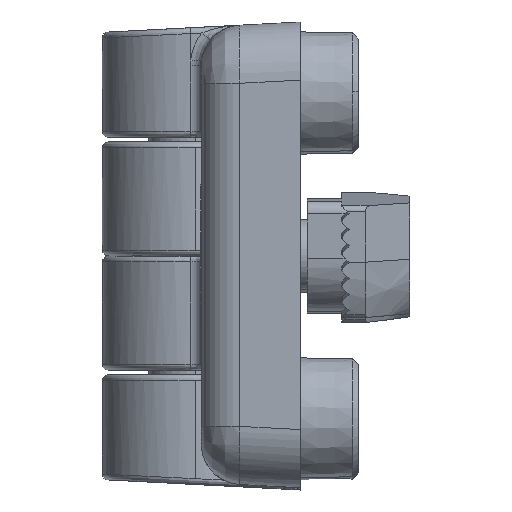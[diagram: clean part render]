
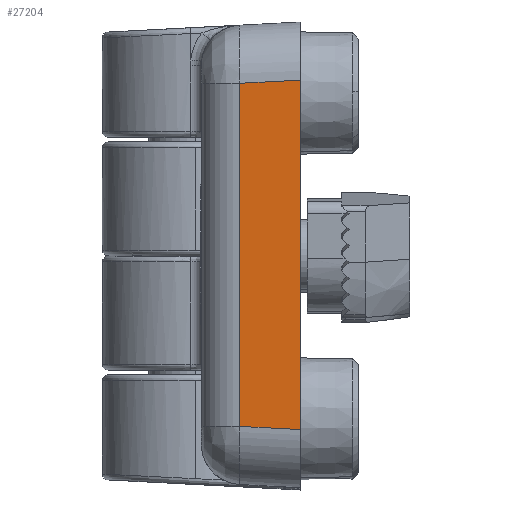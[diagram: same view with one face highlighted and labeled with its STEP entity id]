
A CAD part, left-side view. The second image highlights one B-rep face of the part: STEP entity #27204.
In plain terms, the highlighted planar face has unit normal (-0.999, 0.052, 0).
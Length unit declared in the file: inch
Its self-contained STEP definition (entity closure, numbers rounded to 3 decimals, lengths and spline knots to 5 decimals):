
#802 = CARTESIAN_POINT ( 'NONE',  ( -3.37557, -0.40838, 0.59476 ) ) ;
#2291 = DIRECTION ( 'NONE',  ( -0.052, -0.999, 0. ) ) ;
#2380 = EDGE_CURVE ( 'NONE', #30195, #23411, #41450, .T. ) ;
#2623 = EDGE_CURVE ( 'NONE', #23411, #21435, #30767, .T. ) ;
#5990 = ORIENTED_EDGE ( 'NONE', *, *, #40821, .T. ) ;
#6477 = CARTESIAN_POINT ( 'NONE',  ( -3.36488, -0.20432, -0.57619 ) ) ;
#10609 = DIRECTION ( 'NONE',  ( 0., 0., 1. ) ) ;
#12677 = CARTESIAN_POINT ( 'NONE',  ( -3.36488, -0.20432, -0.78346 ) ) ;
#16432 = ORIENTED_EDGE ( 'NONE', *, *, #2623, .F. ) ;
#17615 = CARTESIAN_POINT ( 'NONE',  ( -3.37036, -0.30896, -0.58167 ) ) ;
#17741 = ORIENTED_EDGE ( 'NONE', *, *, #40905, .T. ) ;
#18088 = EDGE_LOOP ( 'NONE', ( #34976, #5990, #17741, #16432 ) ) ;
#19581 = VERTEX_POINT ( 'NONE', #23271 ) ;
#21168 = DIRECTION ( 'NONE',  ( 0.052, 0.997, -0.052 ) ) ;
#21435 = VERTEX_POINT ( 'NONE', #24106 ) ;
#21742 = VECTOR ( 'NONE', #39525, 39.37008 ) ;
#21959 = LINE ( 'NONE', #34361, #30967 ) ;
#22691 = DIRECTION ( 'NONE',  ( -0.999, 0.052, 0. ) ) ;
#23271 = CARTESIAN_POINT ( 'NONE',  ( -3.37557, -0.40838, 0.59476 ) ) ;
#23411 = VERTEX_POINT ( 'NONE', #6477 ) ;
#24106 = CARTESIAN_POINT ( 'NONE',  ( -3.36488, -0.20432, 0.58406 ) ) ;
#25939 = PLANE ( 'NONE',  #41702 ) ;
#27130 = VECTOR ( 'NONE', #34502, 39.37008 ) ;
#27204 = ADVANCED_FACE ( 'NONE', ( #40949 ), #25939, .T. ) ;
#30195 = VERTEX_POINT ( 'NONE', #30985 ) ;
#30767 = LINE ( 'NONE', #12677, #21742 ) ;
#30967 = VECTOR ( 'NONE', #10609, 39.37008 ) ;
#30985 = CARTESIAN_POINT ( 'NONE',  ( -3.37557, -0.40838, -0.58688 ) ) ;
#34361 = CARTESIAN_POINT ( 'NONE',  ( -3.37557, -0.40838, -0.78346 ) ) ;
#34502 = DIRECTION ( 'NONE',  ( 0.052, 0.997, 0.052 ) ) ;
#34660 = LINE ( 'NONE', #802, #43723 ) ;
#34976 = ORIENTED_EDGE ( 'NONE', *, *, #2380, .F. ) ;
#39525 = DIRECTION ( 'NONE',  ( 0., 0., 1. ) ) ;
#40821 = EDGE_CURVE ( 'NONE', #30195, #19581, #21959, .T. ) ;
#40905 = EDGE_CURVE ( 'NONE', #19581, #21435, #34660, .T. ) ;
#40949 = FACE_OUTER_BOUND ( 'NONE', #18088, .T. ) ;
#41450 = LINE ( 'NONE', #17615, #27130 ) ;
#41702 = AXIS2_PLACEMENT_3D ( 'NONE', #43005, #22691, #2291 ) ;
#43005 = CARTESIAN_POINT ( 'NONE',  ( -3.37557, -0.40838, -0.78346 ) ) ;
#43723 = VECTOR ( 'NONE', #21168, 39.37008 ) ;
